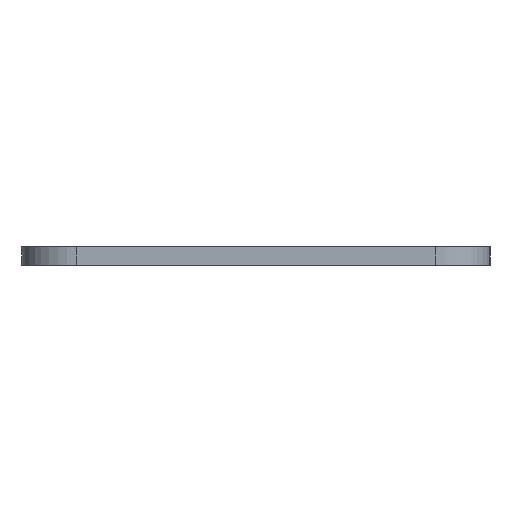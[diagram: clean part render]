
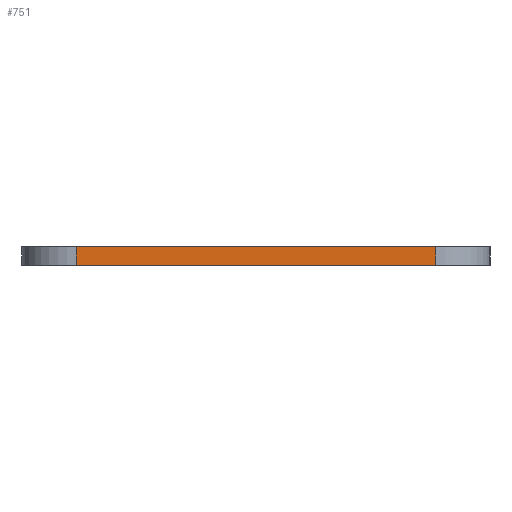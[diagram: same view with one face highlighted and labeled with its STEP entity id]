
A CAD part, front view. The second image highlights one B-rep face of the part: STEP entity #751.
In plain terms, the highlighted planar face has unit normal (0, -1, 0).
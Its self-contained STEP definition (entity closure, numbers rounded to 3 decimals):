
#31=PLANE('',#829);
#53=FACE_OUTER_BOUND('',#98,.T.);
#98=EDGE_LOOP('',(#565,#566,#567,#568));
#143=LINE('',#1142,#212);
#161=LINE('',#1215,#230);
#162=LINE('',#1218,#231);
#163=LINE('',#1219,#232);
#212=VECTOR('',#907,10.);
#230=VECTOR('',#971,10.);
#231=VECTOR('',#974,10.);
#232=VECTOR('',#975,10.);
#326=VERTEX_POINT('',#1139);
#327=VERTEX_POINT('',#1141);
#359=VERTEX_POINT('',#1213);
#360=VERTEX_POINT('',#1217);
#403=EDGE_CURVE('',#326,#327,#143,.T.);
#440=EDGE_CURVE('',#359,#326,#161,.T.);
#441=EDGE_CURVE('',#360,#359,#162,.F.);
#442=EDGE_CURVE('',#327,#360,#163,.T.);
#565=ORIENTED_EDGE('',*,*,#440,.F.);
#566=ORIENTED_EDGE('',*,*,#441,.F.);
#567=ORIENTED_EDGE('',*,*,#442,.F.);
#568=ORIENTED_EDGE('',*,*,#403,.F.);
#751=ADVANCED_FACE('',(#53),#31,.T.);
#829=AXIS2_PLACEMENT_3D('',#1216,#972,#973);
#907=DIRECTION('',(1.,0.,0.));
#971=DIRECTION('',(0.,0.,1.));
#972=DIRECTION('center_axis',(0.,-1.,0.));
#973=DIRECTION('ref_axis',(1.,0.,0.));
#974=DIRECTION('',(1.,0.,0.));
#975=DIRECTION('',(0.,0.,-1.));
#1139=CARTESIAN_POINT('',(194.35,397.925,570.078));
#1141=CARTESIAN_POINT('',(234.05,397.925,570.078));
#1142=CARTESIAN_POINT('',(202.525,397.925,570.078));
#1213=CARTESIAN_POINT('',(194.35,397.925,568.078));
#1215=CARTESIAN_POINT('',(194.35,397.925,569.578));
#1216=CARTESIAN_POINT('Origin',(190.85,397.925,569.578));
#1217=CARTESIAN_POINT('',(234.05,397.925,568.078));
#1218=CARTESIAN_POINT('',(202.525,397.925,568.078));
#1219=CARTESIAN_POINT('',(234.05,397.925,569.578));
